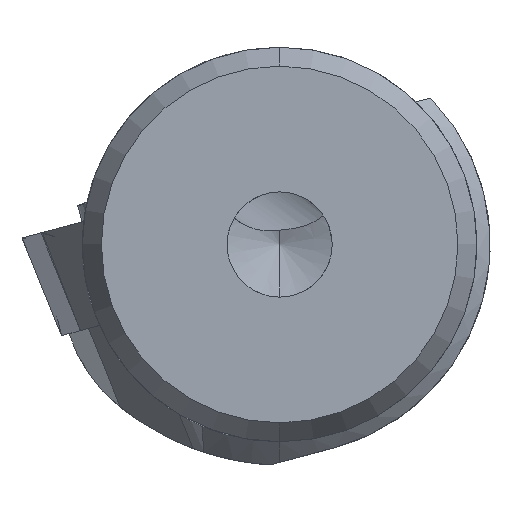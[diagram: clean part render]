
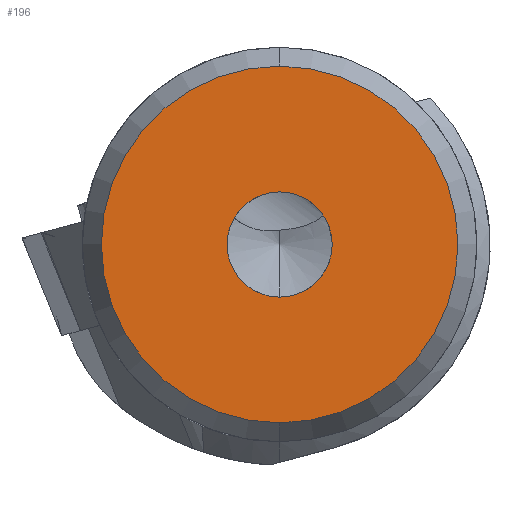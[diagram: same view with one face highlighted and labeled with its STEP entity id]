
A CAD part, left-side view. The second image highlights one B-rep face of the part: STEP entity #196.
In plain terms, the highlighted planar face has unit normal (-1, 0, 0).
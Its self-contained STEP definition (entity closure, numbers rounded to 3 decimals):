
#147 = EDGE_CURVE ( 'NONE', #2863, #3010, #2354, .T. ) ;
#187 = CARTESIAN_POINT ( 'NONE',  ( 0., 0., 0. ) ) ;
#196 = ADVANCED_FACE ( 'NONE', ( #989, #3542 ), #2580, .F. ) ;
#274 = AXIS2_PLACEMENT_3D ( 'NONE', #3457, #392, #1986 ) ;
#392 = DIRECTION ( 'NONE',  ( -1., 0., 0. ) ) ;
#456 = EDGE_LOOP ( 'NONE', ( #3530, #3546 ) ) ;
#687 = DIRECTION ( 'NONE',  ( 0., 0., -1. ) ) ;
#840 = DIRECTION ( 'NONE',  ( -1., 0., 0. ) ) ;
#969 = CARTESIAN_POINT ( 'NONE',  ( 0., 0., -2.711 ) ) ;
#989 = FACE_BOUND ( 'NONE', #456, .T. ) ;
#1022 = DIRECTION ( 'NONE',  ( 0., 0., 1. ) ) ;
#1075 = CIRCLE ( 'NONE', #2043, 0.8 ) ;
#1076 = CARTESIAN_POINT ( 'NONE',  ( 0., 0., 0.8 ) ) ;
#1305 = DIRECTION ( 'NONE',  ( 1., 0., 0. ) ) ;
#1315 = CARTESIAN_POINT ( 'NONE',  ( 0., 0., 0. ) ) ;
#1543 = CARTESIAN_POINT ( 'NONE',  ( 0., 0., 2.711 ) ) ;
#1774 = DIRECTION ( 'NONE',  ( 0., 0., 1. ) ) ;
#1817 = CARTESIAN_POINT ( 'NONE',  ( 0., 0., 0. ) ) ;
#1834 = DIRECTION ( 'NONE',  ( 0., 0., 1. ) ) ;
#1986 = DIRECTION ( 'NONE',  ( 0., 0., 1. ) ) ;
#2043 = AXIS2_PLACEMENT_3D ( 'NONE', #187, #2648, #1774 ) ;
#2354 = CIRCLE ( 'NONE', #274, 0.8 ) ;
#2420 = AXIS2_PLACEMENT_3D ( 'NONE', #2852, #1305, #687 ) ;
#2486 = ORIENTED_EDGE ( 'NONE', *, *, #3644, .T. ) ;
#2533 = EDGE_CURVE ( 'NONE', #3170, #3302, #3091, .T. ) ;
#2567 = DIRECTION ( 'NONE',  ( -1., 0., 0. ) ) ;
#2574 = AXIS2_PLACEMENT_3D ( 'NONE', #1817, #840, #1834 ) ;
#2580 = PLANE ( 'NONE',  #2420 ) ;
#2630 = EDGE_CURVE ( 'NONE', #3010, #2863, #1075, .T. ) ;
#2648 = DIRECTION ( 'NONE',  ( -1., 0., 0. ) ) ;
#2835 = AXIS2_PLACEMENT_3D ( 'NONE', #1315, #2567, #1022 ) ;
#2852 = CARTESIAN_POINT ( 'NONE',  ( 0., 2.711, 0. ) ) ;
#2863 = VERTEX_POINT ( 'NONE', #3184 ) ;
#2978 = CIRCLE ( 'NONE', #2574, 2.711 ) ;
#3010 = VERTEX_POINT ( 'NONE', #1076 ) ;
#3047 = EDGE_LOOP ( 'NONE', ( #2486, #3772 ) ) ;
#3091 = CIRCLE ( 'NONE', #2835, 2.711 ) ;
#3170 = VERTEX_POINT ( 'NONE', #1543 ) ;
#3184 = CARTESIAN_POINT ( 'NONE',  ( 0., 0., -0.8 ) ) ;
#3302 = VERTEX_POINT ( 'NONE', #969 ) ;
#3457 = CARTESIAN_POINT ( 'NONE',  ( 0., 0., 0. ) ) ;
#3530 = ORIENTED_EDGE ( 'NONE', *, *, #2630, .F. ) ;
#3542 = FACE_OUTER_BOUND ( 'NONE', #3047, .T. ) ;
#3546 = ORIENTED_EDGE ( 'NONE', *, *, #147, .F. ) ;
#3644 = EDGE_CURVE ( 'NONE', #3302, #3170, #2978, .T. ) ;
#3772 = ORIENTED_EDGE ( 'NONE', *, *, #2533, .T. ) ;
